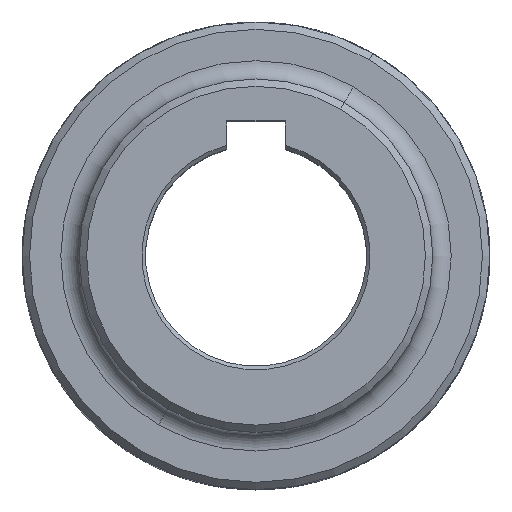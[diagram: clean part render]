
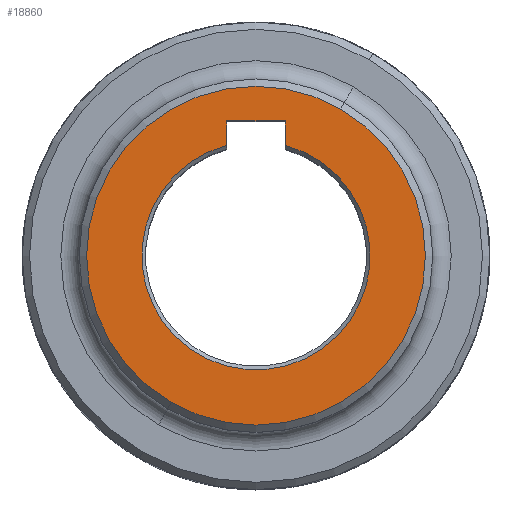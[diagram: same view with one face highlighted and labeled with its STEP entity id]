
A CAD part, top view. The second image highlights one B-rep face of the part: STEP entity #18860.
In plain terms, the highlighted planar face has unit normal (0, 0, 1).
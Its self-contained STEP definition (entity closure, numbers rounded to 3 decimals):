
#6744=CARTESIAN_POINT('',(0.,0.,22.5));
#6745=DIRECTION('',(0.,0.,1.));
#6746=DIRECTION('',(0.5,0.866,0.));
#6747=AXIS2_PLACEMENT_3D('',#6744,#6745,#6746);
#6749=CARTESIAN_POINT('',(0.,0.,22.5));
#6750=DIRECTION('',(0.,0.,-1.));
#6751=DIRECTION('',(0.5,0.866,0.));
#6752=AXIS2_PLACEMENT_3D('',#6749,#6750,#6751);
#6759=DIRECTION('',(0.,1.,0.));
#6760=VECTOR('',#6759,3.325);
#6761=CARTESIAN_POINT('',(4.,14.975,22.5));
#6762=LINE('',#6761,#6760);
#6763=DIRECTION('',(-1.,0.,0.));
#6764=VECTOR('',#6763,8.);
#6765=CARTESIAN_POINT('',(4.,18.3,22.5));
#6766=LINE('',#6765,#6764);
#6767=DIRECTION('',(0.,-1.,0.));
#6768=VECTOR('',#6767,3.325);
#6769=CARTESIAN_POINT('',(-4.,18.3,22.5));
#6770=LINE('',#6769,#6768);
#6811=CARTESIAN_POINT('',(0.,0.,22.5));
#6812=DIRECTION('',(0.,0.,-1.));
#6813=DIRECTION('',(0.258,0.966,0.));
#6814=AXIS2_PLACEMENT_3D('',#6811,#6812,#6813);
#7945=CARTESIAN_POINT('',(-11.5,-19.918,22.5));
#7946=VERTEX_POINT('',#7945);
#7947=CARTESIAN_POINT('',(11.5,19.918,22.5));
#7948=VERTEX_POINT('',#7947);
#7977=CARTESIAN_POINT('',(4.,14.975,22.5));
#7978=CARTESIAN_POINT('',(4.,18.3,22.5));
#7979=VERTEX_POINT('',#7977);
#7980=VERTEX_POINT('',#7978);
#7981=CARTESIAN_POINT('',(-4.,18.3,22.5));
#7982=VERTEX_POINT('',#7981);
#7983=CARTESIAN_POINT('',(-4.,14.975,22.5));
#7984=VERTEX_POINT('',#7983);
#18841=CARTESIAN_POINT('',(0.,0.,22.5));
#18842=DIRECTION('',(0.,0.,-1.));
#18843=DIRECTION('',(0.,-1.,0.));
#18844=AXIS2_PLACEMENT_3D('',#18841,#18842,#18843);
#18845=PLANE('',#18844);
#18846=ORIENTED_EDGE('',*,*,#18823,.F.);
#18847=ORIENTED_EDGE('',*,*,#18834,.T.);
#18848=EDGE_LOOP('',(#18846,#18847));
#18849=FACE_OUTER_BOUND('',#18848,.F.);
#18851=ORIENTED_EDGE('',*,*,#18850,.T.);
#18853=ORIENTED_EDGE('',*,*,#18852,.T.);
#18855=ORIENTED_EDGE('',*,*,#18854,.T.);
#18857=ORIENTED_EDGE('',*,*,#18856,.F.);
#18858=EDGE_LOOP('',(#18851,#18853,#18855,#18857));
#18859=FACE_BOUND('',#18858,.F.);
#18860=ADVANCED_FACE('',(#18849,#18859),#18845,.F.);
#6748=CIRCLE('',#6747,23.);
#6753=CIRCLE('',#6752,23.);
#6815=CIRCLE('',#6814,15.5);
#18823=EDGE_CURVE('',#7948,#7946,#6748,.T.);
#18834=EDGE_CURVE('',#7948,#7946,#6753,.T.);
#18850=EDGE_CURVE('',#7979,#7980,#6762,.T.);
#18852=EDGE_CURVE('',#7980,#7982,#6766,.T.);
#18854=EDGE_CURVE('',#7982,#7984,#6770,.T.);
#18856=EDGE_CURVE('',#7979,#7984,#6815,.T.);
